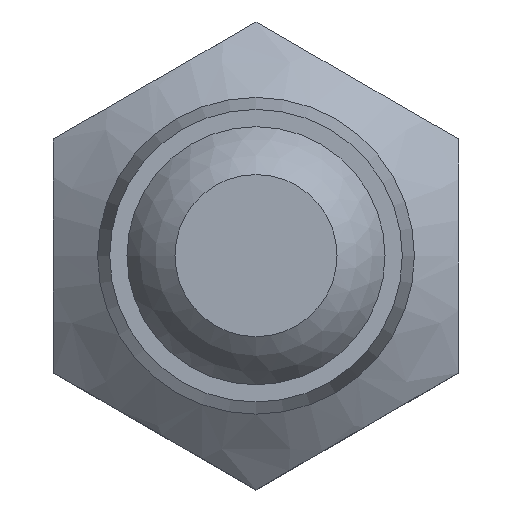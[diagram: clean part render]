
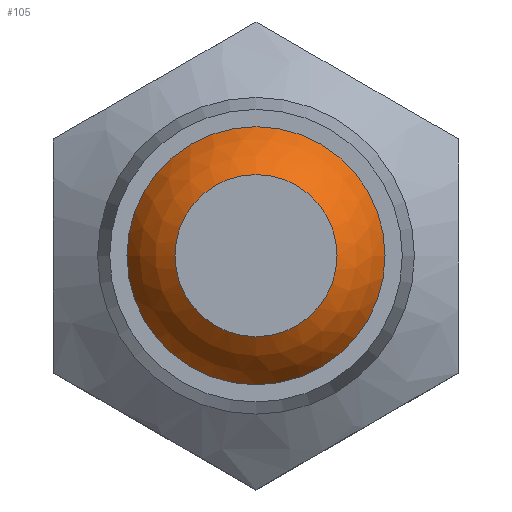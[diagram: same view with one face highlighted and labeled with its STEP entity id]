
A CAD part, top view. The second image highlights one B-rep face of the part: STEP entity #105.
In plain terms, the highlighted spherical face has radius 12.7 mm.
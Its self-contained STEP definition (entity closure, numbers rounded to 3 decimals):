
#105 = ADVANCED_FACE( '', ( #178, #179 ), #180, .T. );
#178 = FACE_OUTER_BOUND( '', #254, .T. );
#179 = FACE_OUTER_BOUND( '', #255, .T. );
#180 = SPHERICAL_SURFACE( '', #256, 12.7 );
#254 = EDGE_LOOP( '', ( #464 ) );
#255 = EDGE_LOOP( '', ( #465 ) );
#256 = AXIS2_PLACEMENT_3D( '', #466, #467, #468 );
#464 = ORIENTED_EDGE( '', *, *, #530, .T. );
#465 = ORIENTED_EDGE( '', *, *, #506, .T. );
#466 = CARTESIAN_POINT( '', ( 0., 0., 16.54 ) );
#467 = DIRECTION( '', ( 0., 0., -1. ) );
#468 = DIRECTION( '', ( -1., 0., 0. ) );
#506 = EDGE_CURVE( '', #593, #593, #594, .T. );
#530 = EDGE_CURVE( '', #629, #629, #630, .T. );
#593 = VERTEX_POINT( '', #929 );
#594 = CIRCLE( '', #930, 11.466 );
#629 = VERTEX_POINT( '', #1057 );
#630 = CIRCLE( '', #1058, 7.203 );
#929 = CARTESIAN_POINT( '', ( 11.466, 0., 22. ) );
#930 = AXIS2_PLACEMENT_3D( '', #1087, #1088, #1089 );
#1057 = CARTESIAN_POINT( '', ( -7.203, 0., 27. ) );
#1058 = AXIS2_PLACEMENT_3D( '', #1121, #1122, #1123 );
#1087 = CARTESIAN_POINT( '', ( 0., 0., 22. ) );
#1088 = DIRECTION( '', ( 0., 0., 1. ) );
#1089 = DIRECTION( '', ( 1., 0., 0. ) );
#1121 = CARTESIAN_POINT( '', ( 0., 0., 27. ) );
#1122 = DIRECTION( '', ( 0., 0., -1. ) );
#1123 = DIRECTION( '', ( -1., 0., 0. ) );
